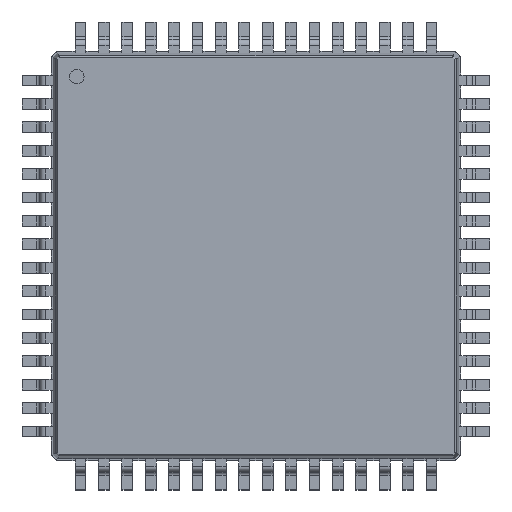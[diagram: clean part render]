
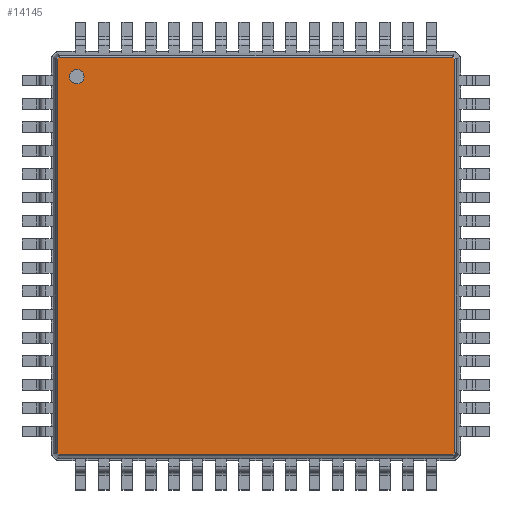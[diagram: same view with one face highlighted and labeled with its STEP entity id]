
A CAD part, top view. The second image highlights one B-rep face of the part: STEP entity #14145.
In plain terms, the highlighted planar face has unit normal (0, 0, 1).
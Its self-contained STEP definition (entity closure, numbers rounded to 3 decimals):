
#6585 = VERTEX_POINT('',#6586);
#6586 = CARTESIAN_POINT('',(-6.789,-6.724,1.1));
#6876 = EDGE_CURVE('',#6585,#6877,#6879,.T.);
#6877 = VERTEX_POINT('',#6878);
#6878 = CARTESIAN_POINT('',(-6.789,6.724,1.1));
#6879 = B_SPLINE_CURVE_WITH_KNOTS('',2,(#6880,#6881,#6882,#6883,#6884),
.UNSPECIFIED.,.F.,.F.,(3,1,1,3),(-0.7,-0.04,
13.52,14.18),.UNSPECIFIED.);
#6880 = CARTESIAN_POINT('',(-6.789,-7.44,1.1));
#6881 = CARTESIAN_POINT('',(-6.789,-7.11,1.1));
#6882 = CARTESIAN_POINT('',(-6.789,0.,1.1));
#6883 = CARTESIAN_POINT('',(-6.789,7.11,1.1));
#6884 = CARTESIAN_POINT('',(-6.789,7.44,1.1));
#13121 = EDGE_CURVE('',#6877,#13122,#13124,.T.);
#13122 = VERTEX_POINT('',#13123);
#13123 = CARTESIAN_POINT('',(-6.724,6.789,1.1));
#13124 = B_SPLINE_CURVE_WITH_KNOTS('',2,(#13125,#13126,#13127,#13128,
#13129),.UNSPECIFIED.,.F.,.F.,(3,1,1,3),(-0.291,
-0.04,0.167,0.418),.UNSPECIFIED.);
#13125 = CARTESIAN_POINT('',(-7.007,6.505,1.1));
#13126 = CARTESIAN_POINT('',(-6.918,6.594,1.1));
#13127 = CARTESIAN_POINT('',(-6.756,6.756,1.1));
#13128 = CARTESIAN_POINT('',(-6.594,6.918,1.1));
#13129 = CARTESIAN_POINT('',(-6.505,7.007,1.1));
#13442 = VERTEX_POINT('',#13443);
#13443 = CARTESIAN_POINT('',(-6.724,-6.789,1.1));
#14120 = EDGE_CURVE('',#13442,#6585,#14121,.T.);
#14121 = B_SPLINE_CURVE_WITH_KNOTS('',2,(#14122,#14123,#14124,#14125,
#14126),.UNSPECIFIED.,.F.,.F.,(3,1,1,3),(-0.291,
-0.04,0.167,0.418),.UNSPECIFIED.);
#14122 = CARTESIAN_POINT('',(-6.505,-7.007,1.1));
#14123 = CARTESIAN_POINT('',(-6.594,-6.918,1.1));
#14124 = CARTESIAN_POINT('',(-6.756,-6.756,1.1));
#14125 = CARTESIAN_POINT('',(-6.918,-6.594,1.1));
#14126 = CARTESIAN_POINT('',(-7.007,-6.505,1.1));
#14145 = ADVANCED_FACE('',(#14146,#14199),#14210,.T.);
#14146 = FACE_BOUND('',#14147,.T.);
#14147 = EDGE_LOOP('',(#14148,#14149,#14150,#14160,#14170,#14180,#14190,
#14198));
#14148 = ORIENTED_EDGE('',*,*,#6876,.F.);
#14149 = ORIENTED_EDGE('',*,*,#14120,.F.);
#14150 = ORIENTED_EDGE('',*,*,#14151,.F.);
#14151 = EDGE_CURVE('',#14152,#13442,#14154,.T.);
#14152 = VERTEX_POINT('',#14153);
#14153 = CARTESIAN_POINT('',(6.724,-6.789,1.1));
#14154 = B_SPLINE_CURVE_WITH_KNOTS('',2,(#14155,#14156,#14157,#14158,
#14159),.UNSPECIFIED.,.F.,.F.,(3,1,1,3),(-0.7,
-0.04,13.52,14.18),
.UNSPECIFIED.);
#14155 = CARTESIAN_POINT('',(7.44,-6.789,1.1));
#14156 = CARTESIAN_POINT('',(7.11,-6.789,1.1));
#14157 = CARTESIAN_POINT('',(0.,-6.789,1.1));
#14158 = CARTESIAN_POINT('',(-7.11,-6.789,1.1));
#14159 = CARTESIAN_POINT('',(-7.44,-6.789,1.1));
#14160 = ORIENTED_EDGE('',*,*,#14161,.F.);
#14161 = EDGE_CURVE('',#14162,#14152,#14164,.T.);
#14162 = VERTEX_POINT('',#14163);
#14163 = CARTESIAN_POINT('',(6.789,-6.724,1.1));
#14164 = B_SPLINE_CURVE_WITH_KNOTS('',2,(#14165,#14166,#14167,#14168,
#14169),.UNSPECIFIED.,.F.,.F.,(3,1,1,3),(-0.291,
-0.04,0.167,0.418),.UNSPECIFIED.);
#14165 = CARTESIAN_POINT('',(7.007,-6.505,1.1));
#14166 = CARTESIAN_POINT('',(6.918,-6.594,1.1));
#14167 = CARTESIAN_POINT('',(6.756,-6.756,1.1));
#14168 = CARTESIAN_POINT('',(6.594,-6.918,1.1));
#14169 = CARTESIAN_POINT('',(6.505,-7.007,1.1));
#14170 = ORIENTED_EDGE('',*,*,#14171,.F.);
#14171 = EDGE_CURVE('',#14172,#14162,#14174,.T.);
#14172 = VERTEX_POINT('',#14173);
#14173 = CARTESIAN_POINT('',(6.789,6.724,1.1));
#14174 = B_SPLINE_CURVE_WITH_KNOTS('',2,(#14175,#14176,#14177,#14178,
#14179),.UNSPECIFIED.,.F.,.F.,(3,1,1,3),(-0.7,
-0.04,13.52,14.18),
.UNSPECIFIED.);
#14175 = CARTESIAN_POINT('',(6.789,7.44,1.1));
#14176 = CARTESIAN_POINT('',(6.789,7.11,1.1));
#14177 = CARTESIAN_POINT('',(6.789,0.,1.1));
#14178 = CARTESIAN_POINT('',(6.789,-7.11,1.1));
#14179 = CARTESIAN_POINT('',(6.789,-7.44,1.1));
#14180 = ORIENTED_EDGE('',*,*,#14181,.F.);
#14181 = EDGE_CURVE('',#14182,#14172,#14184,.T.);
#14182 = VERTEX_POINT('',#14183);
#14183 = CARTESIAN_POINT('',(6.724,6.789,1.1));
#14184 = B_SPLINE_CURVE_WITH_KNOTS('',2,(#14185,#14186,#14187,#14188,
#14189),.UNSPECIFIED.,.F.,.F.,(3,1,1,3),(-0.291,
-0.04,0.167,0.418),.UNSPECIFIED.);
#14185 = CARTESIAN_POINT('',(6.505,7.007,1.1));
#14186 = CARTESIAN_POINT('',(6.594,6.918,1.1));
#14187 = CARTESIAN_POINT('',(6.756,6.756,1.1));
#14188 = CARTESIAN_POINT('',(6.918,6.594,1.1));
#14189 = CARTESIAN_POINT('',(7.007,6.505,1.1));
#14190 = ORIENTED_EDGE('',*,*,#14191,.F.);
#14191 = EDGE_CURVE('',#13122,#14182,#14192,.T.);
#14192 = B_SPLINE_CURVE_WITH_KNOTS('',2,(#14193,#14194,#14195,#14196,
#14197),.UNSPECIFIED.,.F.,.F.,(3,1,1,3),(-0.7,
-0.04,13.52,14.18),
.UNSPECIFIED.);
#14193 = CARTESIAN_POINT('',(-7.44,6.789,1.1));
#14194 = CARTESIAN_POINT('',(-7.11,6.789,1.1));
#14195 = CARTESIAN_POINT('',(0.,6.789,1.1));
#14196 = CARTESIAN_POINT('',(7.11,6.789,1.1));
#14197 = CARTESIAN_POINT('',(7.44,6.789,1.1));
#14198 = ORIENTED_EDGE('',*,*,#13121,.F.);
#14199 = FACE_BOUND('',#14200,.T.);
#14200 = EDGE_LOOP('',(#14201));
#14201 = ORIENTED_EDGE('',*,*,#14202,.F.);
#14202 = EDGE_CURVE('',#14203,#14203,#14205,.T.);
#14203 = VERTEX_POINT('',#14204);
#14204 = CARTESIAN_POINT('',(-6.129,5.879,1.1));
#14205 = CIRCLE('',#14206,0.25);
#14206 = AXIS2_PLACEMENT_3D('',#14207,#14208,#14209);
#14207 = CARTESIAN_POINT('',(-6.129,6.129,1.1));
#14208 = DIRECTION('',(0.,0.,1.));
#14209 = DIRECTION('',(0.,-1.,0.));
#14210 = PLANE('',#14211);
#14211 = AXIS2_PLACEMENT_3D('',#14212,#14213,#14214);
#14212 = CARTESIAN_POINT('',(-6.74,6.829,1.1));
#14213 = DIRECTION('',(0.,0.,1.));
#14214 = DIRECTION('',(0.702,-0.712,0.));
